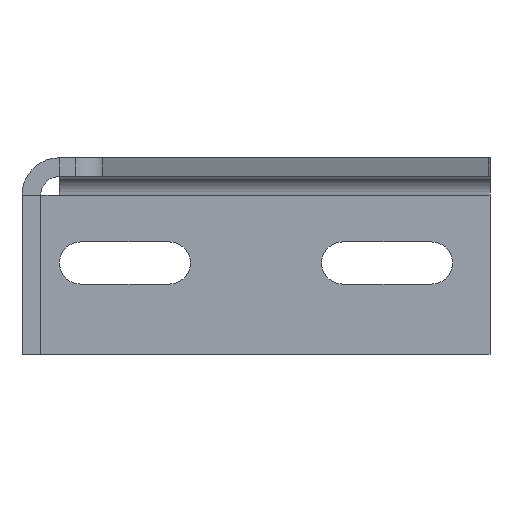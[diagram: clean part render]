
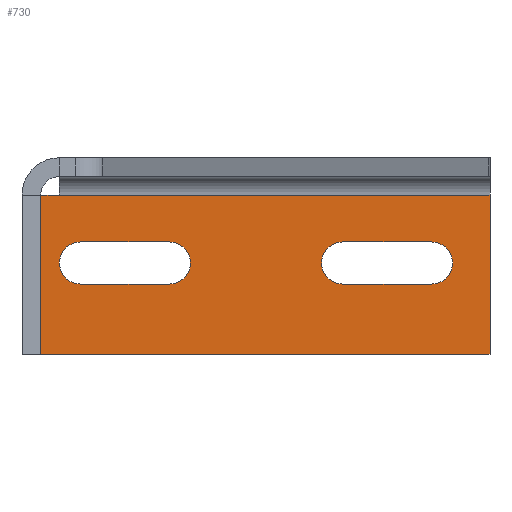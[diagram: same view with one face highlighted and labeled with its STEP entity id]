
A CAD part, left-side view. The second image highlights one B-rep face of the part: STEP entity #730.
In plain terms, the highlighted planar face has unit normal (-1, 0, 0).
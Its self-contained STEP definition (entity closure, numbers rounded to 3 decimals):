
#16=FACE_BOUND('',#117,.T.);
#17=FACE_BOUND('',#118,.T.);
#24=CIRCLE('',#772,4.5);
#27=CIRCLE('',#776,4.5);
#28=CIRCLE('',#778,4.5);
#29=CIRCLE('',#779,4.5);
#75=FACE_OUTER_BOUND('',#116,.T.);
#116=EDGE_LOOP('',(#508,#509,#510,#511,#512));
#117=EDGE_LOOP('',(#513,#514,#515,#516));
#118=EDGE_LOOP('',(#517,#518,#519,#520));
#161=LINE('',#1066,#237);
#165=LINE('',#1075,#241);
#169=LINE('',#1084,#245);
#173=LINE('',#1093,#249);
#175=LINE('',#1104,#251);
#176=LINE('',#1106,#252);
#177=LINE('',#1108,#253);
#178=LINE('',#1110,#254);
#179=LINE('',#1111,#255);
#237=VECTOR('',#844,19.);
#241=VECTOR('',#850,19.);
#245=VECTOR('',#856,19.);
#249=VECTOR('',#862,19.);
#251=VECTOR('',#878,96.);
#252=VECTOR('',#879,34.);
#253=VECTOR('',#880,92.);
#254=VECTOR('',#881,4.);
#255=VECTOR('',#882,34.);
#313=VERTEX_POINT('',#1063);
#314=VERTEX_POINT('',#1065);
#317=VERTEX_POINT('',#1072);
#318=VERTEX_POINT('',#1074);
#321=VERTEX_POINT('',#1081);
#322=VERTEX_POINT('',#1083);
#325=VERTEX_POINT('',#1090);
#326=VERTEX_POINT('',#1092);
#327=VERTEX_POINT('',#1102);
#328=VERTEX_POINT('',#1103);
#329=VERTEX_POINT('',#1105);
#330=VERTEX_POINT('',#1107);
#331=VERTEX_POINT('',#1109);
#379=EDGE_CURVE('',#313,#314,#161,.T.);
#383=EDGE_CURVE('',#317,#318,#165,.T.);
#387=EDGE_CURVE('',#321,#322,#169,.T.);
#391=EDGE_CURVE('',#325,#326,#173,.T.);
#393=EDGE_CURVE('',#318,#313,#24,.T.);
#396=EDGE_CURVE('',#322,#325,#27,.T.);
#397=EDGE_CURVE('',#327,#328,#175,.T.);
#398=EDGE_CURVE('',#328,#329,#176,.T.);
#399=EDGE_CURVE('',#330,#329,#177,.T.);
#400=EDGE_CURVE('',#331,#330,#178,.T.);
#401=EDGE_CURVE('',#331,#327,#179,.T.);
#402=EDGE_CURVE('',#314,#317,#28,.T.);
#403=EDGE_CURVE('',#326,#321,#29,.T.);
#508=ORIENTED_EDGE('',*,*,#397,.T.);
#509=ORIENTED_EDGE('',*,*,#398,.T.);
#510=ORIENTED_EDGE('',*,*,#399,.F.);
#511=ORIENTED_EDGE('',*,*,#400,.F.);
#512=ORIENTED_EDGE('',*,*,#401,.T.);
#513=ORIENTED_EDGE('',*,*,#393,.F.);
#514=ORIENTED_EDGE('',*,*,#383,.F.);
#515=ORIENTED_EDGE('',*,*,#402,.F.);
#516=ORIENTED_EDGE('',*,*,#379,.F.);
#517=ORIENTED_EDGE('',*,*,#391,.F.);
#518=ORIENTED_EDGE('',*,*,#396,.F.);
#519=ORIENTED_EDGE('',*,*,#387,.F.);
#520=ORIENTED_EDGE('',*,*,#403,.F.);
#702=PLANE('',#777);
#730=ADVANCED_FACE('',(#75,#16,#17),#702,.F.);
#772=AXIS2_PLACEMENT_3D('',#1096,#866,#867);
#776=AXIS2_PLACEMENT_3D('',#1100,#874,#875);
#777=AXIS2_PLACEMENT_3D('',#1101,#876,#877);
#778=AXIS2_PLACEMENT_3D('',#1112,#883,#884);
#779=AXIS2_PLACEMENT_3D('',#1113,#885,#886);
#844=DIRECTION('',(0.,-1.,0.));
#850=DIRECTION('',(0.,1.,0.));
#856=DIRECTION('',(0.,-1.,0.));
#862=DIRECTION('',(0.,1.,0.));
#866=DIRECTION('center_axis',(-1.,0.,0.));
#867=DIRECTION('ref_axis',(0.,0.,
-1.));
#874=DIRECTION('center_axis',(-1.,0.,0.));
#875=DIRECTION('ref_axis',(0.,0.,
-1.));
#876=DIRECTION('center_axis',(1.,0.,0.));
#877=DIRECTION('ref_axis',(0.,0.,-1.));
#878=DIRECTION('',(0.,-1.,0.));
#879=DIRECTION('',(0.,0.,1.));
#880=DIRECTION('',(0.,-1.,0.));
#881=DIRECTION('',(0.,-1.,0.));
#882=DIRECTION('',(0.,0.,-1.));
#883=DIRECTION('center_axis',(-1.,0.,0.));
#884=DIRECTION('ref_axis',(0.,0.,
-1.));
#885=DIRECTION('center_axis',(-1.,0.,0.));
#886=DIRECTION('ref_axis',(0.,0.,
-1.));
#1063=CARTESIAN_POINT('',(-4.,-12.5,-4.5));
#1065=CARTESIAN_POINT('',(-4.,-31.5,-4.5));
#1066=CARTESIAN_POINT('',(-4.,-42.75,-4.5));
#1072=CARTESIAN_POINT('',(-4.,-31.5,4.5));
#1074=CARTESIAN_POINT('',(-4.,-12.5,4.5));
#1075=CARTESIAN_POINT('',(-4.,-33.25,4.5));
#1081=CARTESIAN_POINT('',(-4.,-68.5,-4.5));
#1083=CARTESIAN_POINT('',(-4.,-87.5,-4.5));
#1084=CARTESIAN_POINT('',(-4.,-70.75,-4.5));
#1090=CARTESIAN_POINT('',(-4.,-87.5,4.5));
#1092=CARTESIAN_POINT('',(-4.,-68.5,4.5));
#1093=CARTESIAN_POINT('',(-4.,-61.25,4.5));
#1096=CARTESIAN_POINT('Origin',(-4.,-12.5,0.));
#1100=CARTESIAN_POINT('Origin',(-4.,-87.5,0.));
#1101=CARTESIAN_POINT('Origin',(-4.,-54.,2.024));
#1102=CARTESIAN_POINT('',(-4.,-4.,-19.5));
#1103=CARTESIAN_POINT('',(-4.,-100.,-19.5));
#1104=CARTESIAN_POINT('',(-4.,-4.,-19.5));
#1105=CARTESIAN_POINT('',(-4.,-100.,14.5));
#1106=CARTESIAN_POINT('',(-4.,-100.,32.596));
#1107=CARTESIAN_POINT('',(-4.,-8.,14.5));
#1108=CARTESIAN_POINT('',(-4.,-54.,14.5));
#1109=CARTESIAN_POINT('',(-4.,-4.,14.5));
#1110=CARTESIAN_POINT('',(-4.,-4.,14.5));
#1111=CARTESIAN_POINT('',(-4.,-4.,-8.738));
#1112=CARTESIAN_POINT('Origin',(-4.,-31.5,0.));
#1113=CARTESIAN_POINT('Origin',(-4.,-68.5,0.));
